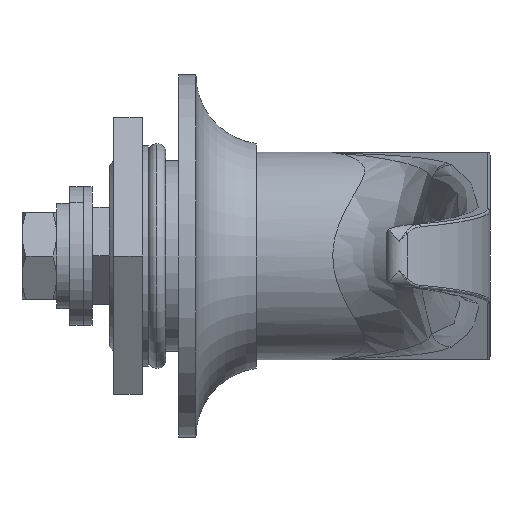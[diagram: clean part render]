
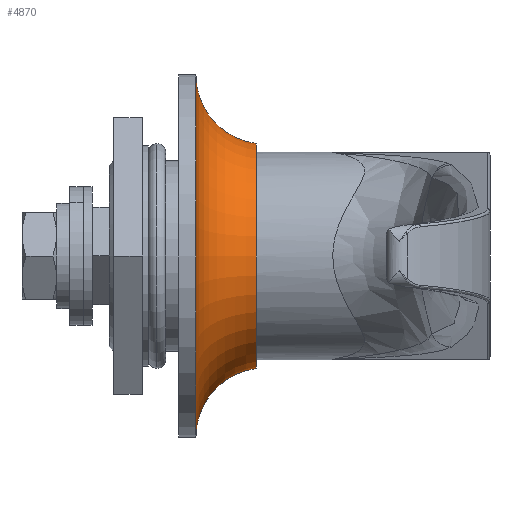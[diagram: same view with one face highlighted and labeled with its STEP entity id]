
A CAD part, front view. The second image highlights one B-rep face of the part: STEP entity #4870.
In plain terms, the highlighted toroidal (fillet/blend) face has major radius 20.937 mm and minor radius 8 mm.
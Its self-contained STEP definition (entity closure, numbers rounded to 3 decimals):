
#18 = CARTESIAN_POINT ( 'NONE',  ( -13., 0., 0. ) ) ;
#154 = DIRECTION ( 'NONE',  ( -1., 0., 0. ) ) ;
#331 = CARTESIAN_POINT ( 'NONE',  ( 13., 0., 0. ) ) ;
#344 = AXIS2_PLACEMENT_3D ( 'NONE', #6605, #4385, #3648 ) ;
#708 = FACE_OUTER_BOUND ( 'NONE', #6580, .T. ) ;
#882 = DIRECTION ( 'NONE',  ( 0., 1., 0. ) ) ;
#1421 = CARTESIAN_POINT ( 'NONE',  ( 0., 0., -7. ) ) ;
#1844 = CARTESIAN_POINT ( 'NONE',  ( 21., 0., -7. ) ) ;
#1886 = ORIENTED_EDGE ( 'NONE', *, *, #4763, .T. ) ;
#2332 = CARTESIAN_POINT ( 'NONE',  ( -20.937, 0., 1. ) ) ;
#2818 = CARTESIAN_POINT ( 'NONE',  ( 0., 0., 0. ) ) ;
#2960 = EDGE_CURVE ( 'NONE', #4033, #6431, #4254, .T. ) ;
#3100 = DIRECTION ( 'NONE',  ( 0., 0., -1. ) ) ;
#3207 = CIRCLE ( 'NONE', #4104, 8. ) ;
#3350 = ORIENTED_EDGE ( 'NONE', *, *, #2960, .F. ) ;
#3410 = AXIS2_PLACEMENT_3D ( 'NONE', #1421, #5646, #4908 ) ;
#3648 = DIRECTION ( 'NONE',  ( 1., 0., 0. ) ) ;
#3828 = EDGE_CURVE ( 'NONE', #4033, #5231, #5945, .T. ) ;
#3829 = DIRECTION ( 'NONE',  ( 0., -1., 0. ) ) ;
#4033 = VERTEX_POINT ( 'NONE', #18 ) ;
#4104 = AXIS2_PLACEMENT_3D ( 'NONE', #5305, #3829, #3100 ) ;
#4254 = CIRCLE ( 'NONE', #6841, 13. ) ;
#4358 = EDGE_CURVE ( 'NONE', #6431, #5252, #3207, .T. ) ;
#4385 = DIRECTION ( 'NONE',  ( 0., 0., 1. ) ) ;
#4699 = ORIENTED_EDGE ( 'NONE', *, *, #3828, .T. ) ;
#4763 = EDGE_CURVE ( 'NONE', #5231, #5252, #5982, .T. ) ;
#4764 = CARTESIAN_POINT ( 'NONE',  ( -21., 0., -7. ) ) ;
#4870 = ADVANCED_FACE ( 'NONE', ( #708 ), #5436, .F. ) ;
#4908 = DIRECTION ( 'NONE',  ( 1., 0., 0. ) ) ;
#5119 = ORIENTED_EDGE ( 'NONE', *, *, #4358, .F. ) ;
#5231 = VERTEX_POINT ( 'NONE', #4764 ) ;
#5252 = VERTEX_POINT ( 'NONE', #1844 ) ;
#5305 = CARTESIAN_POINT ( 'NONE',  ( 20.937, 0., 1. ) ) ;
#5436 = TOROIDAL_SURFACE ( 'NONE', #344, 20.937, 8. ) ;
#5646 = DIRECTION ( 'NONE',  ( 0., 0., 1. ) ) ;
#5677 = AXIS2_PLACEMENT_3D ( 'NONE', #2332, #882, #154 ) ;
#5945 = CIRCLE ( 'NONE', #5677, 8. ) ;
#5982 = CIRCLE ( 'NONE', #3410, 21. ) ;
#6330 = DIRECTION ( 'NONE',  ( 1., 0., 0. ) ) ;
#6431 = VERTEX_POINT ( 'NONE', #331 ) ;
#6580 = EDGE_LOOP ( 'NONE', ( #3350, #4699, #1886, #5119 ) ) ;
#6605 = CARTESIAN_POINT ( 'NONE',  ( 0., 0., 1. ) ) ;
#6841 = AXIS2_PLACEMENT_3D ( 'NONE', #2818, #7069, #6330 ) ;
#7069 = DIRECTION ( 'NONE',  ( 0., 0., 1. ) ) ;
